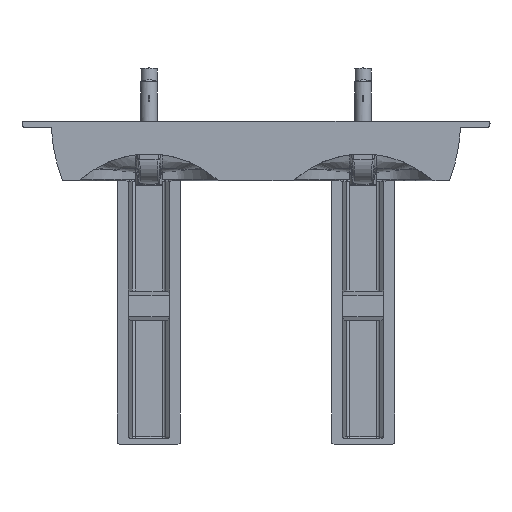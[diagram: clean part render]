
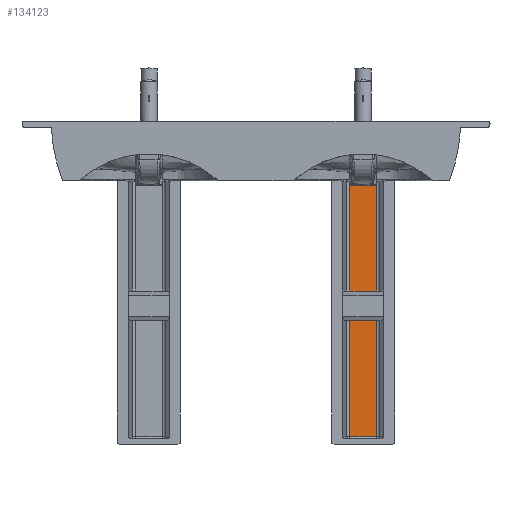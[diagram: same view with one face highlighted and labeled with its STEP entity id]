
A CAD part, left-side view. The second image highlights one B-rep face of the part: STEP entity #134123.
In plain terms, the highlighted free-form (B-spline) face has degree [5, 1] with [6, 2] control points.
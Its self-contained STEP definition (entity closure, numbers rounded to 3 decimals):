
#133469=CARTESIAN_POINT('',(284.435,37.41,-712.));
#133470=VERTEX_POINT('',#133469);
#133742=CARTESIAN_POINT('',(284.435,-37.41,-712.0));
#133743=VERTEX_POINT('',#133742);
#133751=CARTESIAN_POINT('',(284.435,-37.41,-712.0));
#133752=CARTESIAN_POINT('',(285.486,-24.874,-712.0));
#133753=CARTESIAN_POINT('',(286.097,-12.278,-712.0));
#133754=CARTESIAN_POINT('',(286.265,0.295,-712.0));
#133755=CARTESIAN_POINT('',(285.941,15.223,-712.0));
#133756=CARTESIAN_POINT('',(284.996,30.113,-712.0));
#133757=CARTESIAN_POINT('',(284.833,32.438,-712.0));
#133758=CARTESIAN_POINT('',(284.65,34.83,-712.0));
#133759=CARTESIAN_POINT('',(284.451,37.22,-712.0));
#133760=CARTESIAN_POINT('',(284.446,37.286,-712.0));
#133761=CARTESIAN_POINT('',(284.44,37.349,-712.0));
#133762=CARTESIAN_POINT('',(284.435,37.41,-712.0));
#133763=B_SPLINE_CURVE_WITH_KNOTS('',5,(#133751,#133752,#133753,#133754,#133755,#133756,#133757,#133758,#133759,#133760,#133761,#133762),.UNSPECIFIED.,.F.,.U.,(6,3,3,6),(436.364,546.128,566.451,567.049),.UNSPECIFIED.);
#133764=EDGE_CURVE('',#133470,#133743,#133763,.F.);
#134032=CARTESIAN_POINT('',(284.435,37.41,-4.0));
#134033=VERTEX_POINT('',#134032);
#134043=CARTESIAN_POINT('',(284.435,37.41,-4.0));
#134044=DIRECTION('',(0.0,0.0,-1.0));
#134045=VECTOR('',#134044,708.);
#134046=LINE('',#134043,#134045);
#134047=EDGE_CURVE('',#133470,#134033,#134046,.F.);
#134089=CARTESIAN_POINT('',(284.435,-37.41,-4.));
#134090=CARTESIAN_POINT('',(285.685,-22.494,-4.));
#134091=CARTESIAN_POINT('',(286.315,-7.478,-4.));
#134092=CARTESIAN_POINT('',(286.312,7.48,-4.));
#134093=CARTESIAN_POINT('',(285.686,22.492,-4.));
#134094=CARTESIAN_POINT('',(284.435,37.41,-4.));
#134095=CARTESIAN_POINT('',(284.435,-37.41,-712.0));
#134096=CARTESIAN_POINT('',(285.685,-22.494,-712.0));
#134097=CARTESIAN_POINT('',(286.315,-7.478,-712.0));
#134098=CARTESIAN_POINT('',(286.312,7.48,-712.0));
#134099=CARTESIAN_POINT('',(285.686,22.492,-712.0));
#134100=CARTESIAN_POINT('',(284.435,37.41,-712.0));
#134101=B_SPLINE_SURFACE_WITH_KNOTS('',5,1,((#134089,#134095),(#134090,#134096),(#134091,#134097),(#134092,#134098),(#134093,#134099),(#134094,#134100)),.UNSPECIFIED.,.F.,.F.,.U.,(6,6),(2,2),(315.569,423.178),(4.,712.0),.UNSPECIFIED.);
#134102=ORIENTED_EDGE('',*,*,#134047,.F.);
#134103=ORIENTED_EDGE('',*,*,#133764,.T.);
#134104=CARTESIAN_POINT('',(284.435,-37.41,-4.));
#134105=VERTEX_POINT('',#134104);
#134106=CARTESIAN_POINT('',(284.435,-37.41,-4.));
#134107=DIRECTION('',(0.0,0.0,-1.0));
#134108=VECTOR('',#134107,708.);
#134109=LINE('',#134106,#134108);
#134110=EDGE_CURVE('',#133743,#134105,#134109,.F.);
#134111=ORIENTED_EDGE('',*,*,#134110,.T.);
#134112=CARTESIAN_POINT('',(284.435,37.41,-4.0));
#134113=CARTESIAN_POINT('',(285.686,22.492,-4.0));
#134114=CARTESIAN_POINT('',(286.312,7.48,-4.0));
#134115=CARTESIAN_POINT('',(286.315,-7.478,-4.0));
#134116=CARTESIAN_POINT('',(285.685,-22.494,-4.0));
#134117=CARTESIAN_POINT('',(284.435,-37.41,-4.0));
#134118=B_SPLINE_CURVE_WITH_KNOTS('',5,(#134112,#134113,#134114,#134115,#134116,#134117),.UNSPECIFIED.,.F.,.U.,(6,6),(-53.703,53.906),.UNSPECIFIED.);
#134119=EDGE_CURVE('',#134105,#134033,#134118,.F.);
#134120=ORIENTED_EDGE('',*,*,#134119,.T.);
#134121=EDGE_LOOP('',(#134102,#134103,#134111,#134120));
#134122=FACE_OUTER_BOUND('',#134121,.T.);
#134123=ADVANCED_FACE('',(#134122),#134101,.T.);
